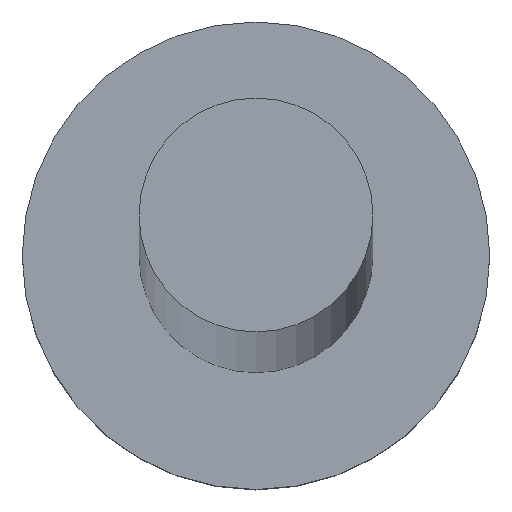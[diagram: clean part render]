
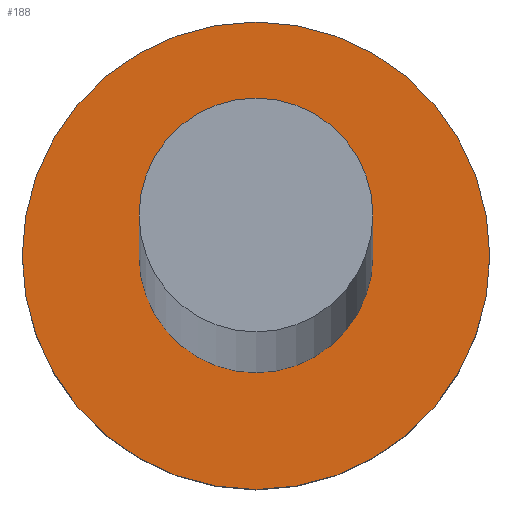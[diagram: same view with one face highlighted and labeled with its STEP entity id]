
A CAD part, top view. The second image highlights one B-rep face of the part: STEP entity #188.
In plain terms, the highlighted planar face has unit normal (0, 0, 1).
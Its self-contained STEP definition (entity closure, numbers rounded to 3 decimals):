
#4 = VERTEX_POINT ( 'NONE', #40 ) ;
#7 = VERTEX_POINT ( 'NONE', #9 ) ;
#9 = CARTESIAN_POINT ( 'NONE',  ( -2., 0., 2. ) ) ;
#19 = ORIENTED_EDGE ( 'NONE', *, *, #233, .F. ) ;
#24 = VERTEX_POINT ( 'NONE', #100 ) ;
#25 = FACE_BOUND ( 'NONE', #140, .T. ) ;
#27 = VERTEX_POINT ( 'NONE', #164 ) ;
#31 = CARTESIAN_POINT ( 'NONE',  ( 0., 0., 2. ) ) ;
#38 = AXIS2_PLACEMENT_3D ( 'NONE', #150, #223, #108 ) ;
#40 = CARTESIAN_POINT ( 'NONE',  ( -1., 0., 2. ) ) ;
#50 = AXIS2_PLACEMENT_3D ( 'NONE', #231, #253, #69 ) ;
#51 = PLANE ( 'NONE',  #81 ) ;
#57 = EDGE_CURVE ( 'NONE', #24, #7, #245, .T. ) ;
#65 = CARTESIAN_POINT ( 'NONE',  ( 0., 0., 2. ) ) ;
#69 = DIRECTION ( 'NONE',  ( 1., 0., 0. ) ) ;
#80 = EDGE_LOOP ( 'NONE', ( #122, #202 ) ) ;
#81 = AXIS2_PLACEMENT_3D ( 'NONE', #65, #132, #103 ) ;
#86 = CARTESIAN_POINT ( 'NONE',  ( 0., 0., 2. ) ) ;
#88 = DIRECTION ( 'NONE',  ( 1., 0., 0. ) ) ;
#100 = CARTESIAN_POINT ( 'NONE',  ( 2., 0., 2. ) ) ;
#103 = DIRECTION ( 'NONE',  ( 1., 0., 0. ) ) ;
#108 = DIRECTION ( 'NONE',  ( 1., 0., 0. ) ) ;
#119 = AXIS2_PLACEMENT_3D ( 'NONE', #31, #130, #186 ) ;
#120 = AXIS2_PLACEMENT_3D ( 'NONE', #86, #250, #88 ) ;
#122 = ORIENTED_EDGE ( 'NONE', *, *, #254, .T. ) ;
#130 = DIRECTION ( 'NONE',  ( 0., 0., 1. ) ) ;
#132 = DIRECTION ( 'NONE',  ( 0., 0., 1. ) ) ;
#137 = CIRCLE ( 'NONE', #50, 1. ) ;
#140 = EDGE_LOOP ( 'NONE', ( #238, #19 ) ) ;
#150 = CARTESIAN_POINT ( 'NONE',  ( 0., 0., 2. ) ) ;
#164 = CARTESIAN_POINT ( 'NONE',  ( 1., 0., 2. ) ) ;
#171 = CIRCLE ( 'NONE', #119, 1. ) ;
#177 = EDGE_CURVE ( 'NONE', #4, #27, #137, .T. ) ;
#186 = DIRECTION ( 'NONE',  ( 1., 0., 0. ) ) ;
#188 = ADVANCED_FACE ( 'NONE', ( #25, #229 ), #51, .T. ) ;
#202 = ORIENTED_EDGE ( 'NONE', *, *, #57, .T. ) ;
#211 = CIRCLE ( 'NONE', #120, 2. ) ;
#223 = DIRECTION ( 'NONE',  ( 0., 0., 1. ) ) ;
#229 = FACE_OUTER_BOUND ( 'NONE', #80, .T. ) ;
#231 = CARTESIAN_POINT ( 'NONE',  ( 0., 0., 2. ) ) ;
#233 = EDGE_CURVE ( 'NONE', #27, #4, #171, .T. ) ;
#238 = ORIENTED_EDGE ( 'NONE', *, *, #177, .F. ) ;
#245 = CIRCLE ( 'NONE', #38, 2. ) ;
#250 = DIRECTION ( 'NONE',  ( 0., 0., 1. ) ) ;
#253 = DIRECTION ( 'NONE',  ( 0., 0., 1. ) ) ;
#254 = EDGE_CURVE ( 'NONE', #7, #24, #211, .T. ) ;
